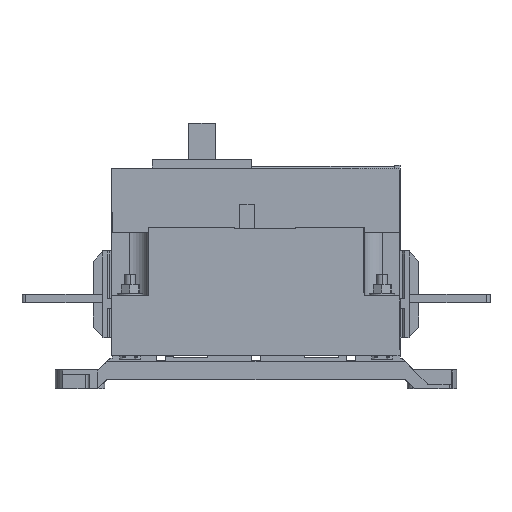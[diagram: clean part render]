
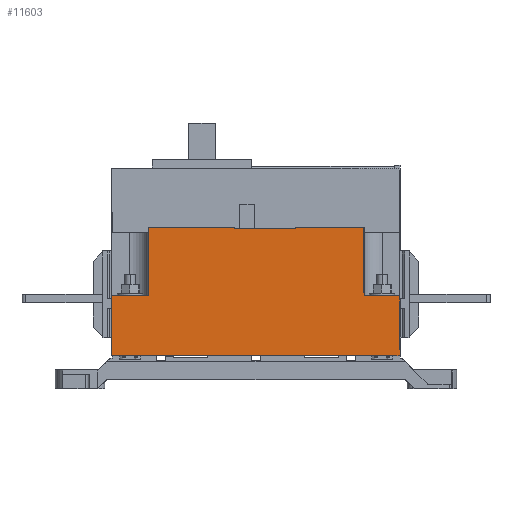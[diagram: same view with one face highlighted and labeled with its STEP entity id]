
A CAD part, left-side view. The second image highlights one B-rep face of the part: STEP entity #11603.
In plain terms, the highlighted planar face has unit normal (-1, 0, 0).
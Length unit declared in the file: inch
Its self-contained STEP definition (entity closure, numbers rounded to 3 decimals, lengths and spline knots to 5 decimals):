
#669 = VECTOR ( 'NONE', #7847, 39.37008 ) ;
#826 = EDGE_LOOP ( 'NONE', ( #9259, #14415, #14949, #12297, #18704, #14319, #9035, #20037, #22900, #2846, #27553, #2890 ) ) ;
#917 = EDGE_CURVE ( 'NONE', #21372, #30010, #19122, .T. ) ;
#1208 = VERTEX_POINT ( 'NONE', #2563 ) ;
#1442 = CARTESIAN_POINT ( 'NONE',  ( -3.34646, -3.6811, -4.27165 ) ) ;
#1456 = CARTESIAN_POINT ( 'NONE',  ( -3.34646, -3.54331, -1.47244 ) ) ;
#2563 = CARTESIAN_POINT ( 'NONE',  ( -3.34646, 1.1811, -2.9685 ) ) ;
#2846 = ORIENTED_EDGE ( 'NONE', *, *, #21873, .T. ) ;
#2890 = ORIENTED_EDGE ( 'NONE', *, *, #8030, .T. ) ;
#3058 = DIRECTION ( 'NONE',  ( 0., 0., 1. ) ) ;
#3146 = CARTESIAN_POINT ( 'NONE',  ( -3.34646, -4.33071, -1.7874 ) ) ;
#4250 = CARTESIAN_POINT ( 'NONE',  ( -3.34646, -4.23228, -2.76575 ) ) ;
#4929 = VECTOR ( 'NONE', #8861, 39.37008 ) ;
#5515 = VERTEX_POINT ( 'NONE', #31288 ) ;
#6778 = CARTESIAN_POINT ( 'NONE',  ( -3.34646, 1.9685, -2.9685 ) ) ;
#7634 = CARTESIAN_POINT ( 'NONE',  ( -3.34646, -4.23228, -1.47244 ) ) ;
#7785 = EDGE_CURVE ( 'NONE', #18916, #9648, #17952, .T. ) ;
#7847 = DIRECTION ( 'NONE',  ( 0., 1., 0. ) ) ;
#8012 = DIRECTION ( 'NONE',  ( 0., 1., 0. ) ) ;
#8030 = EDGE_CURVE ( 'NONE', #5515, #30550, #10241, .T. ) ;
#8861 = DIRECTION ( 'NONE',  ( 0., 0., -1. ) ) ;
#9035 = ORIENTED_EDGE ( 'NONE', *, *, #7785, .T. ) ;
#9259 = ORIENTED_EDGE ( 'NONE', *, *, #12386, .T. ) ;
#9648 = VERTEX_POINT ( 'NONE', #1456 ) ;
#9975 = VECTOR ( 'NONE', #17081, 39.37008 ) ;
#10035 = CARTESIAN_POINT ( 'NONE',  ( -3.34646, -4.33071, -2.9685 ) ) ;
#10052 = CARTESIAN_POINT ( 'NONE',  ( -3.34646, 1.9685, -4.27165 ) ) ;
#10241 = LINE ( 'NONE', #12017, #23713 ) ;
#10351 = VECTOR ( 'NONE', #8012, 39.37008 ) ;
#11603 = ADVANCED_FACE ( 'NONE', ( #29155 ), #26780, .T. ) ;
#11762 = CARTESIAN_POINT ( 'NONE',  ( -3.34646, 1.1811, -2.76575 ) ) ;
#12017 = CARTESIAN_POINT ( 'NONE',  ( -3.34646, -4.23228, -1.47244 ) ) ;
#12297 = ORIENTED_EDGE ( 'NONE', *, *, #12777, .F. ) ;
#12386 = EDGE_CURVE ( 'NONE', #30550, #1208, #21731, .T. ) ;
#12394 = VERTEX_POINT ( 'NONE', #26873 ) ;
#12600 = DIRECTION ( 'NONE',  ( 0., 0., 1. ) ) ;
#12777 = EDGE_CURVE ( 'NONE', #28709, #21372, #25978, .T. ) ;
#12802 = CARTESIAN_POINT ( 'NONE',  ( -3.34646, 1.9685, -1.7874 ) ) ;
#12850 = VERTEX_POINT ( 'NONE', #24018 ) ;
#13961 = DIRECTION ( 'NONE',  ( -1., 0., 0. ) ) ;
#14319 = ORIENTED_EDGE ( 'NONE', *, *, #27985, .T. ) ;
#14415 = ORIENTED_EDGE ( 'NONE', *, *, #15731, .T. ) ;
#14665 = VECTOR ( 'NONE', #20442, 39.37008 ) ;
#14949 = ORIENTED_EDGE ( 'NONE', *, *, #917, .F. ) ;
#15731 = EDGE_CURVE ( 'NONE', #1208, #30010, #21493, .T. ) ;
#15949 = CARTESIAN_POINT ( 'NONE',  ( -3.34646, -2.04724, -1.47244 ) ) ;
#16138 = EDGE_CURVE ( 'NONE', #23805, #12394, #29583, .T. ) ;
#16146 = DIRECTION ( 'NONE',  ( 0., 1., 0. ) ) ;
#16318 = VECTOR ( 'NONE', #17039, 39.37008 ) ;
#16687 = VECTOR ( 'NONE', #16146, 39.37008 ) ;
#16750 = DIRECTION ( 'NONE',  ( 0., 1., 0. ) ) ;
#17039 = DIRECTION ( 'NONE',  ( 0., 0., -1. ) ) ;
#17081 = DIRECTION ( 'NONE',  ( 0., 1., 0. ) ) ;
#17331 = CARTESIAN_POINT ( 'NONE',  ( -3.34646, -3.54331, -2.76575 ) ) ;
#17426 = DIRECTION ( 'NONE',  ( 0., 0., 1. ) ) ;
#17952 = LINE ( 'NONE', #17331, #29122 ) ;
#18337 = CARTESIAN_POINT ( 'NONE',  ( -3.34646, -4.33071, -4.27165 ) ) ;
#18704 = ORIENTED_EDGE ( 'NONE', *, *, #23180, .F. ) ;
#18763 = LINE ( 'NONE', #22545, #669 ) ;
#18916 = VERTEX_POINT ( 'NONE', #25908 ) ;
#19122 = LINE ( 'NONE', #12802, #26829 ) ;
#20037 = ORIENTED_EDGE ( 'NONE', *, *, #24385, .T. ) ;
#20442 = DIRECTION ( 'NONE',  ( 0., 0., -1. ) ) ;
#20883 = LINE ( 'NONE', #3146, #14665 ) ;
#21076 = CARTESIAN_POINT ( 'NONE',  ( -3.34646, -0.70866, -2.10236 ) ) ;
#21372 = VERTEX_POINT ( 'NONE', #10052 ) ;
#21493 = LINE ( 'NONE', #30635, #10351 ) ;
#21731 = LINE ( 'NONE', #11762, #16318 ) ;
#21873 = EDGE_CURVE ( 'NONE', #12394, #12850, #30428, .T. ) ;
#21908 = LINE ( 'NONE', #7634, #23454 ) ;
#22545 = CARTESIAN_POINT ( 'NONE',  ( -3.34646, -4.23228, -2.9685 ) ) ;
#22900 = ORIENTED_EDGE ( 'NONE', *, *, #16138, .T. ) ;
#23180 = EDGE_CURVE ( 'NONE', #25514, #28709, #20883, .T. ) ;
#23355 = EDGE_CURVE ( 'NONE', #12850, #5515, #29325, .T. ) ;
#23437 = DIRECTION ( 'NONE',  ( 0., 0., 1. ) ) ;
#23454 = VECTOR ( 'NONE', #29796, 39.37008 ) ;
#23565 = CARTESIAN_POINT ( 'NONE',  ( -3.34646, -2.04724, -1.49213 ) ) ;
#23713 = VECTOR ( 'NONE', #16750, 39.37008 ) ;
#23805 = VERTEX_POINT ( 'NONE', #15949 ) ;
#24018 = CARTESIAN_POINT ( 'NONE',  ( -3.34646, -0.70866, -1.49213 ) ) ;
#24385 = EDGE_CURVE ( 'NONE', #9648, #23805, #21908, .T. ) ;
#25511 = VECTOR ( 'NONE', #23437, 39.37008 ) ;
#25514 = VERTEX_POINT ( 'NONE', #10035 ) ;
#25908 = CARTESIAN_POINT ( 'NONE',  ( -3.34646, -3.54331, -2.9685 ) ) ;
#25978 = LINE ( 'NONE', #1442, #16687 ) ;
#26780 = PLANE ( 'NONE',  #31161 ) ;
#26829 = VECTOR ( 'NONE', #12600, 39.37008 ) ;
#26873 = CARTESIAN_POINT ( 'NONE',  ( -3.34646, -2.04724, -1.49213 ) ) ;
#27553 = ORIENTED_EDGE ( 'NONE', *, *, #23355, .T. ) ;
#27985 = EDGE_CURVE ( 'NONE', #25514, #18916, #18763, .T. ) ;
#28709 = VERTEX_POINT ( 'NONE', #18337 ) ;
#29122 = VECTOR ( 'NONE', #17426, 39.37008 ) ;
#29155 = FACE_OUTER_BOUND ( 'NONE', #826, .T. ) ;
#29325 = LINE ( 'NONE', #21076, #25511 ) ;
#29583 = LINE ( 'NONE', #23565, #4929 ) ;
#29796 = DIRECTION ( 'NONE',  ( 0., 1., 0. ) ) ;
#29805 = CARTESIAN_POINT ( 'NONE',  ( -3.34646, -4.23228, -1.49213 ) ) ;
#30010 = VERTEX_POINT ( 'NONE', #6778 ) ;
#30428 = LINE ( 'NONE', #29805, #9975 ) ;
#30550 = VERTEX_POINT ( 'NONE', #31518 ) ;
#30635 = CARTESIAN_POINT ( 'NONE',  ( -3.34646, -4.23228, -2.9685 ) ) ;
#31161 = AXIS2_PLACEMENT_3D ( 'NONE', #4250, #13961, #3058 ) ;
#31288 = CARTESIAN_POINT ( 'NONE',  ( -3.34646, -0.70866, -1.47244 ) ) ;
#31518 = CARTESIAN_POINT ( 'NONE',  ( -3.34646, 1.1811, -1.47244 ) ) ;
